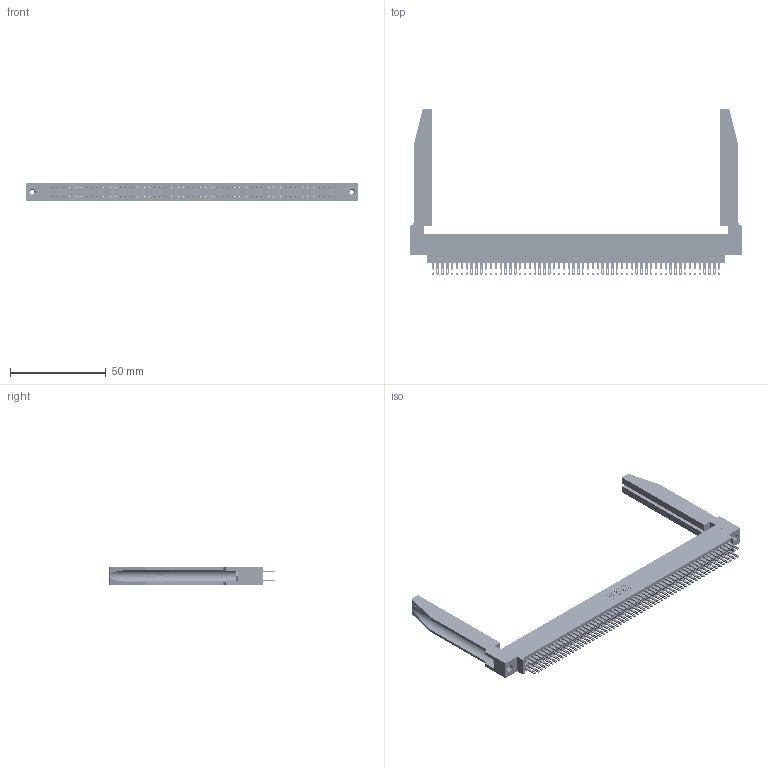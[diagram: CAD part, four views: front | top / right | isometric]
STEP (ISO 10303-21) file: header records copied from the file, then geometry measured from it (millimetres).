
FILE_DESCRIPTION (( 'STEP AP203' ), '1' );
FILE_NAME ('345-120-500-878.STEP', '2019-11-05T23:32:17', ( '' ), ( '' ), 'SwSTEP 2.0', 'SolidWorks 2016', '' );
FILE_SCHEMA (( 'CONFIG_CONTROL_DESIGN' ));
Length unit declared in the file: inch
Products named in the file (5): 345 Part_0.170 Offset - 0.156 Dia-TH; 345-220-078_345-220-078; 345-120-500-878; 345-250-001_345-250-001-102; 345-292-001_345-293-100
Assembly tree (125 placements, depth 2):
  345-120-500-878
    345 Part_0.170 Offset - 0.156 Dia-TH
    345-292-001_345-293-100  x120
    345-250-001_345-250-001-102  x2
    345-220-078_345-220-078  x2
Bounding box: 173.63 x 86.79 x 9.4 mm (x, y, z)
Volume: 25057.9 mm3; surface area: 34108.2 mm2
Topology: 125 solids, 125 shells, 5884 faces, 17881 edges, 11910 vertices
Faces by surface type: plane 3466, cylinder 2366, bspline 36, cone 12, torus 4
Entity records: 49456 total; most frequent: CARTESIAN_POINT 9191, ORIENTED_EDGE 8022, DIRECTION 7077, EDGE_CURVE 4011, VECTOR 3541, LINE 3541, VERTEX_POINT 2668, AXIS2_PLACEMENT_3D 1768
